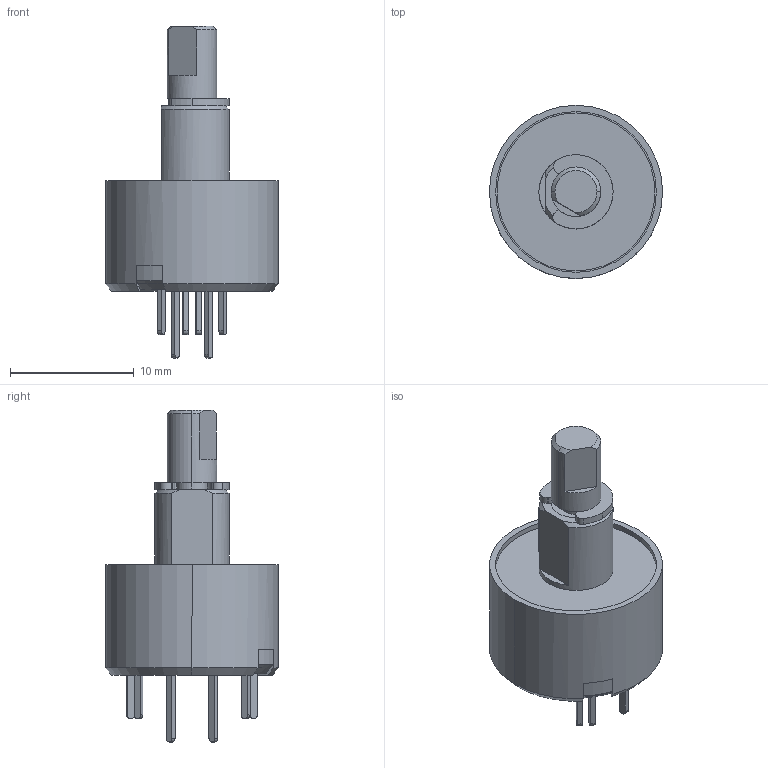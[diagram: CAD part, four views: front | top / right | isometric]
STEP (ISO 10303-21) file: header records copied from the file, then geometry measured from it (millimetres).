
FILE_DESCRIPTION (( 'STEP AP203' ), '1' );
FILE_NAME ('2ﾏ2ﾍ 32 IP48(40).STEP', '2020-09-07T01:58:48', ( '' ), ( '' ), 'SwSTEP 2.0', 'SolidWorks 2017', '' );
FILE_SCHEMA (( 'CONFIG_CONTROL_DESIGN' ));
Length unit declared in the file: millimetre
Products named in the file (17): ÌÏÍ3 Êîíòàêò íà 180; 扻錪犩 諘瀁謺鍷; ÔÈÌÄ-Ý.18.27 Óçåë ôèêñàöèè; ÌÏÍ3 10Ï âûâîä-oa7; 扻豵鵨; 匀棠.754175.002 暑朦鲱 箫腩蝽栩咫铄; ÌÏÍ3 Ïðóæèíêà Ô ïðÿìàÿ; 櫻蠉錪2; ÌÏÍ3 ðîòîð 4Í; 2ﾏ2ﾍ 32 IP48(40); ÌÏÍ3 10Ï îñíîâàíèå; �����_2�2�; ﾔﾈﾌﾄ-ﾝ.18.34 ﾂ琿
Assembly tree (15 placements, depth 3):
  ÌÏÍ3 Ïðóæèíêà Ô ïðÿìàÿ
  ÌÏÍ3 ðîòîð 4Í
  2ﾏ2ﾍ 32 IP48(40)
    ÔÈÌÄ-Ý.18.27 Óçåë ôèêñàöèè
      扻豵鵨
      扻錪犩 諘瀁謺鍷
      匀棠.754175.002 暑朦鲱 箫腩蝽栩咫铄  x2
    �����_2�2�
      ÌÏÍ3 Êîíòàêò íà 180
      ÌÏÍ3 10Ï âûâîä-oa7
      ÌÏÍ3 10Ï îñíîâàíèå
      ÌÏÍ3 Êîíòàêò íà 180
      ÌÏÍ3 10Ï âûâîä-oa7
      ÌÏÍ3 10Ï âûâîä-oa7
      ÌÏÍ3 10Ï âûâîä-oa7
      櫻蠉錪2
    ﾔﾈﾌﾄ-ﾝ.18.34 ﾂ琿
Bounding box: 14 x 14 x 26.85 mm (x, y, z)
Volume: 998.7 mm3; surface area: 2444.5 mm2
Topology: 13 solids, 13 shells, 247 faces, 579 edges, 378 vertices
Faces by surface type: plane 139, cylinder 64, bspline 24, cone 20
Entity records: 9044 total; most frequent: CARTESIAN_POINT 1676, DIRECTION 1169, ORIENTED_EDGE 1142, EDGE_CURVE 571, AXIS2_PLACEMENT_3D 407, VERTEX_POINT 374, VECTOR 355, LINE 355
